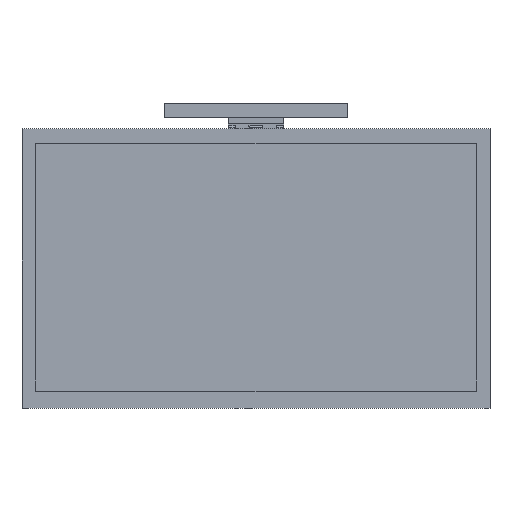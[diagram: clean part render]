
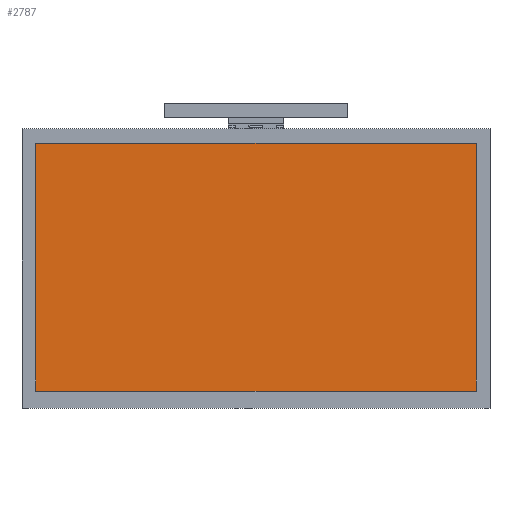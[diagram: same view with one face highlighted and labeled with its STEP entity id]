
A CAD part, front view. The second image highlights one B-rep face of the part: STEP entity #2787.
In plain terms, the highlighted planar face has unit normal (0, -1, 0).
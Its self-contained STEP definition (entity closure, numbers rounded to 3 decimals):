
#105=PLANE('',#2999);
#261=FACE_OUTER_BOUND('',#413,.T.);
#413=EDGE_LOOP('',(#2019,#2020,#2021,#2022));
#613=LINE('',#4085,#923);
#617=LINE('',#4092,#927);
#620=LINE('',#4098,#930);
#622=LINE('',#4101,#932);
#923=VECTOR('',#3276,10.);
#927=VECTOR('',#3282,10.);
#930=VECTOR('',#3287,10.);
#932=VECTOR('',#3291,10.);
#1325=VERTEX_POINT('',#4082);
#1326=VERTEX_POINT('',#4084);
#1328=VERTEX_POINT('',#4090);
#1330=VERTEX_POINT('',#4096);
#1595=EDGE_CURVE('',#1325,#1326,#613,.T.);
#1599=EDGE_CURVE('',#1328,#1325,#617,.T.);
#1602=EDGE_CURVE('',#1330,#1328,#620,.T.);
#1604=EDGE_CURVE('',#1326,#1330,#622,.T.);
#2019=ORIENTED_EDGE('',*,*,#1604,.F.);
#2020=ORIENTED_EDGE('',*,*,#1595,.F.);
#2021=ORIENTED_EDGE('',*,*,#1599,.F.);
#2022=ORIENTED_EDGE('',*,*,#1602,.F.);
#2787=ADVANCED_FACE('',(#261),#105,.F.);
#2999=AXIS2_PLACEMENT_3D('',#4102,#3292,#3293);
#3276=DIRECTION('',(0.,0.,-1.));
#3282=DIRECTION('',(1.,0.,0.));
#3287=DIRECTION('',(0.,0.,1.));
#3291=DIRECTION('',(-1.,0.,0.));
#3292=DIRECTION('center_axis',(0.,1.,0.));
#3293=DIRECTION('ref_axis',(0.,0.,1.));
#4082=CARTESIAN_POINT('',(240.,-28.,111.5));
#4084=CARTESIAN_POINT('',(240.,-28.,-158.5));
#4085=CARTESIAN_POINT('',(240.,-28.,111.5));
#4090=CARTESIAN_POINT('',(-240.,-28.,111.5));
#4092=CARTESIAN_POINT('',(-240.,-28.,111.5));
#4096=CARTESIAN_POINT('',(-240.,-28.,-158.5));
#4098=CARTESIAN_POINT('',(-240.,-28.,-158.5));
#4101=CARTESIAN_POINT('',(240.,-28.,-158.5));
#4102=CARTESIAN_POINT('Origin',(0.,-28.,-23.5));
